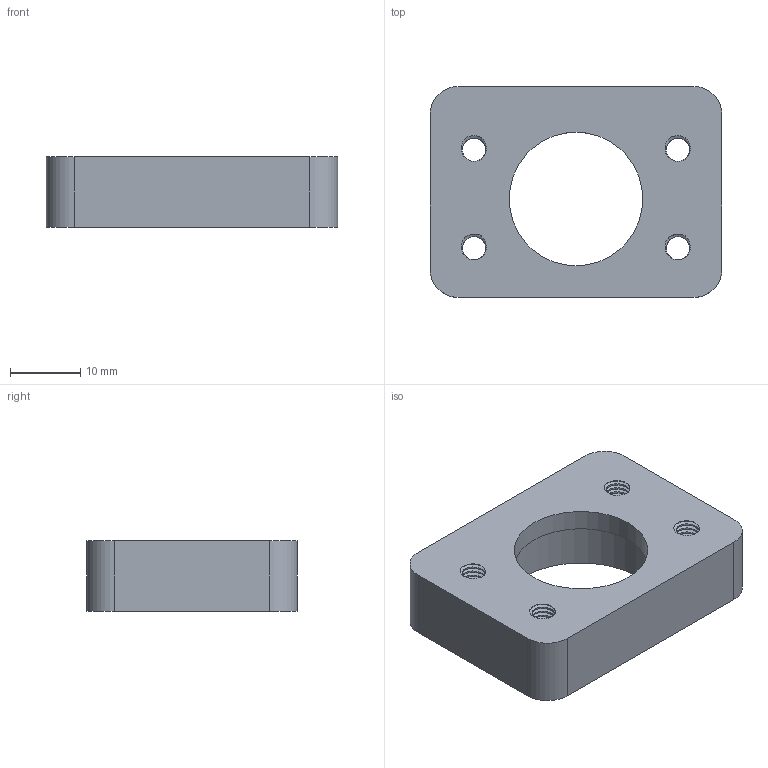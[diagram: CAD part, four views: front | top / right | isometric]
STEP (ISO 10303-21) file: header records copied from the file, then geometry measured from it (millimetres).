
FILE_DESCRIPTION(('FreeCAD Model'),'2;1');
FILE_NAME('Open CASCADE Shape Model','2024-08-01T06:45:53',(''),(''), 'Open CASCADE STEP processor 7.6','FreeCAD','Unknown');
FILE_SCHEMA(('AUTOMOTIVE_DESIGN { 1 0 10303 214 1 1 1 1 }'));
Products named in the file (1): Körper
Bounding box: 41.5 x 30 x 10 mm (x, y, z)
Volume: 8353.1 mm3; surface area: 4522.8 mm2
Topology: 1 solids, 1 shells, 257 faces, 534 edges, 284 vertices
Faces by surface type: bspline 172, cylinder 70, plane 11, cone 4
Full cylindrical faces by diameter (mm): 3.322 x52, 6 x4, 19 x1, 22 x1
Entity records: 50908 total; most frequent: CARTESIAN_POINT 41688, ORIENTED_EDGE 1068, PCURVE 1068, DEFINITIONAL_REPRESENTATION 1068, DIRECTION 1058, LINE 798, VECTOR 798, B_SPLINE_CURVE_WITH_KNOTS 736
